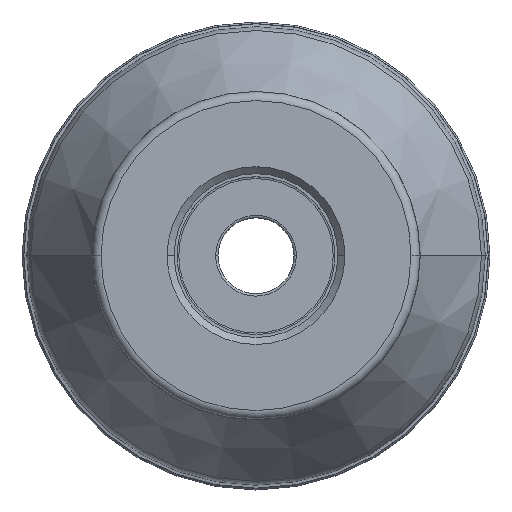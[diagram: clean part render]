
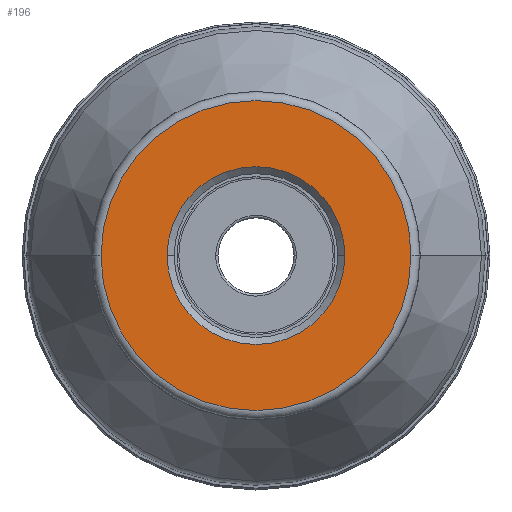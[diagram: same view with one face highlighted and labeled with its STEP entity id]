
A CAD part, top view. The second image highlights one B-rep face of the part: STEP entity #196.
In plain terms, the highlighted planar face has unit normal (0, 0, 1).
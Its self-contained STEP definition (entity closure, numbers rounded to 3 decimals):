
#28=PLANE('',#1899);
#34=FACE_BOUND('',#396,.T.);
#35=FACE_BOUND('',#397,.T.);
#196=ADVANCED_FACE('',(#34,#35),#28,.F.);
#396=EDGE_LOOP('',(#681,#682,#683,#684));
#397=EDGE_LOOP('',(#685,#686,#687,#688));
#681=ORIENTED_EDGE('',*,*,#1186,.T.);
#682=ORIENTED_EDGE('',*,*,#1185,.F.);
#683=ORIENTED_EDGE('',*,*,#1187,.T.);
#684=ORIENTED_EDGE('',*,*,#1188,.F.);
#685=ORIENTED_EDGE('',*,*,#1189,.F.);
#686=ORIENTED_EDGE('',*,*,#1190,.F.);
#687=ORIENTED_EDGE('',*,*,#1191,.F.);
#688=ORIENTED_EDGE('',*,*,#1192,.F.);
#983=VERTEX_POINT('',#3763);
#984=VERTEX_POINT('',#3765);
#985=VERTEX_POINT('',#3770);
#986=VERTEX_POINT('',#3774);
#987=VERTEX_POINT('',#3780);
#988=VERTEX_POINT('',#3781);
#989=VERTEX_POINT('',#3783);
#990=VERTEX_POINT('',#3785);
#1185=EDGE_CURVE('',#984,#985,#1338,.T.);
#1186=EDGE_CURVE('',#983,#985,#1443,.T.);
#1187=EDGE_CURVE('',#984,#986,#1444,.T.);
#1188=EDGE_CURVE('',#983,#986,#1339,.T.);
#1189=EDGE_CURVE('',#987,#988,#1445,.T.);
#1190=EDGE_CURVE('',#989,#987,#1446,.T.);
#1191=EDGE_CURVE('',#990,#989,#1447,.T.);
#1192=EDGE_CURVE('',#988,#990,#1448,.T.);
#1338=B_SPLINE_CURVE_WITH_KNOTS('',3,(#3766,#3767,#3768,#3769),
 .UNSPECIFIED.,.F.,.F.,(4,4),(0.,1.),.UNSPECIFIED.);
#1339=B_SPLINE_CURVE_WITH_KNOTS('',3,(#3775,#3776,#3777,#3778),
 .UNSPECIFIED.,.F.,.F.,(4,4),(0.,1.),.UNSPECIFIED.);
#1443=CIRCLE('',#1892,26.5);
#1444=CIRCLE('',#1894,26.5);
#1445=CIRCLE('',#1895,15.2);
#1446=CIRCLE('',#1896,15.2);
#1447=CIRCLE('',#1897,15.2);
#1448=CIRCLE('',#1898,15.2);
#1892=AXIS2_PLACEMENT_3D('',#3771,#2324,#2325);
#1894=AXIS2_PLACEMENT_3D('',#3773,#2328,#2329);
#1895=AXIS2_PLACEMENT_3D('',#3779,#2330,#2331);
#1896=AXIS2_PLACEMENT_3D('',#3782,#2332,#2333);
#1897=AXIS2_PLACEMENT_3D('',#3784,#2334,#2335);
#1898=AXIS2_PLACEMENT_3D('',#3786,#2336,#2337);
#1899=AXIS2_PLACEMENT_3D('',#3787,#2338,#2339);
#2324=DIRECTION('',(0.,0.,1.));
#2325=DIRECTION('',(-1.,0.001,0.));
#2328=DIRECTION('',(0.,0.,1.));
#2329=DIRECTION('',(1.,-0.001,0.));
#2330=DIRECTION('',(0.,0.,1.));
#2331=DIRECTION('',(0.,-1.,0.));
#2332=DIRECTION('',(0.,0.,1.));
#2333=DIRECTION('',(-1.,0.,0.));
#2334=DIRECTION('',(0.,0.,1.));
#2335=DIRECTION('',(0.,1.,0.));
#2336=DIRECTION('',(0.,0.,1.));
#2337=DIRECTION('',(1.,0.,0.));
#2338=DIRECTION('',(0.,0.,-1.));
#2339=DIRECTION('',(-1.,0.,0.));
#3763=CARTESIAN_POINT('',(26.5,0.,0.));
#3765=CARTESIAN_POINT('',(-26.5,0.,0.));
#3766=CARTESIAN_POINT('',(-26.5,0.,0.));
#3767=CARTESIAN_POINT('',(-26.5,0.007,0.));
#3768=CARTESIAN_POINT('',(-26.5,0.014,0.));
#3769=CARTESIAN_POINT('',(-26.5,0.021,0.));
#3770=CARTESIAN_POINT('',(-26.5,0.021,0.));
#3771=CARTESIAN_POINT('',(0.,0.,0.));
#3773=CARTESIAN_POINT('',(0.,0.,0.));
#3774=CARTESIAN_POINT('',(26.5,-0.021,0.));
#3775=CARTESIAN_POINT('',(26.5,0.,0.));
#3776=CARTESIAN_POINT('',(26.5,-0.007,0.));
#3777=CARTESIAN_POINT('',(26.5,-0.014,0.));
#3778=CARTESIAN_POINT('',(26.5,-0.021,0.));
#3779=CARTESIAN_POINT('',(0.,0.,0.));
#3780=CARTESIAN_POINT('',(0.,-15.2,0.));
#3781=CARTESIAN_POINT('',(15.2,0.,0.));
#3782=CARTESIAN_POINT('',(0.,0.,0.));
#3783=CARTESIAN_POINT('',(-15.2,0.,0.));
#3784=CARTESIAN_POINT('',(0.,0.,0.));
#3785=CARTESIAN_POINT('',(0.,15.2,0.));
#3786=CARTESIAN_POINT('',(0.,0.,0.));
#3787=CARTESIAN_POINT('',(0.,0.,0.));
